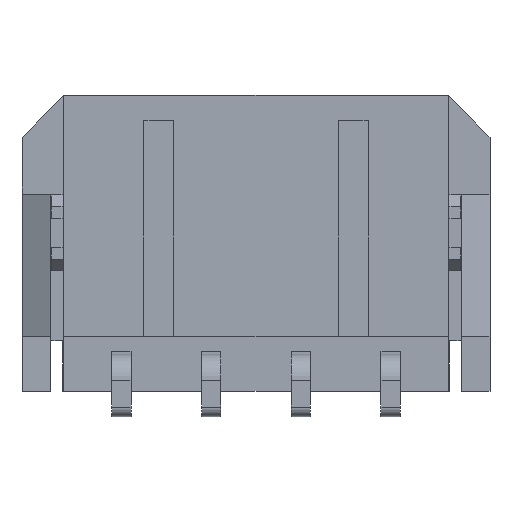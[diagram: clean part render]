
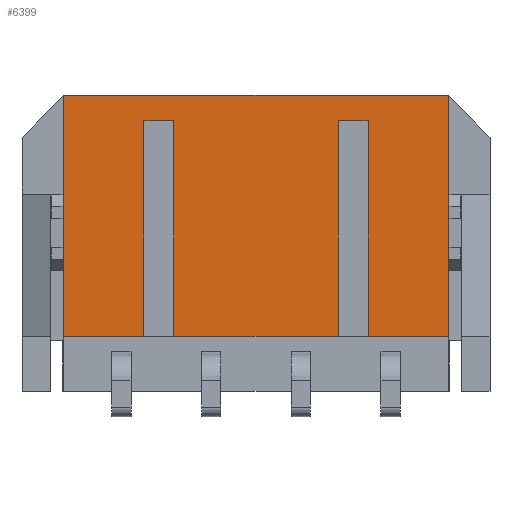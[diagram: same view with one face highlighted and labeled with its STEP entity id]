
A CAD part, front view. The second image highlights one B-rep face of the part: STEP entity #6399.
In plain terms, the highlighted planar face has unit normal (0, -1, 0).
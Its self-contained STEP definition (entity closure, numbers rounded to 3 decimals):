
#1627=DIRECTION('',(0.,0.,-1.));
#1628=VECTOR('',#1627,8.05);
#1629=CARTESIAN_POINT('',(-6.425,-1.93,4.95));
#1630=LINE('',#1629,#1628);
#1631=DIRECTION('',(1.,0.,0.));
#1632=VECTOR('',#1631,12.85);
#1633=CARTESIAN_POINT('',(-6.425,-1.93,4.95));
#1634=LINE('',#1633,#1632);
#1635=DIRECTION('',(0.,0.,-1.));
#1636=VECTOR('',#1635,8.05);
#1637=CARTESIAN_POINT('',(6.425,-1.93,4.95));
#1638=LINE('',#1637,#1636);
#1639=DIRECTION('',(-1.,0.,0.));
#1640=VECTOR('',#1639,2.675);
#1641=CARTESIAN_POINT('',(6.425,-1.93,-3.1));
#1642=LINE('',#1641,#1640);
#1643=DIRECTION('',(0.,0.,1.));
#1644=VECTOR('',#1643,7.2);
#1645=CARTESIAN_POINT('',(3.75,-1.93,-3.1));
#1646=LINE('',#1645,#1644);
#1647=DIRECTION('',(-1.,0.,0.));
#1648=VECTOR('',#1647,1.);
#1649=CARTESIAN_POINT('',(3.75,-1.93,4.1));
#1650=LINE('',#1649,#1648);
#1651=DIRECTION('',(0.,0.,1.));
#1652=VECTOR('',#1651,7.2);
#1653=CARTESIAN_POINT('',(2.75,-1.93,-3.1));
#1654=LINE('',#1653,#1652);
#1655=DIRECTION('',(-1.,0.,0.));
#1656=VECTOR('',#1655,5.5);
#1657=CARTESIAN_POINT('',(2.75,-1.93,-3.1));
#1658=LINE('',#1657,#1656);
#1659=DIRECTION('',(0.,0.,1.));
#1660=VECTOR('',#1659,7.2);
#1661=CARTESIAN_POINT('',(-2.75,-1.93,-3.1));
#1662=LINE('',#1661,#1660);
#1663=DIRECTION('',(-1.,0.,0.));
#1664=VECTOR('',#1663,1.);
#1665=CARTESIAN_POINT('',(-2.75,-1.93,4.1));
#1666=LINE('',#1665,#1664);
#1667=DIRECTION('',(0.,0.,1.));
#1668=VECTOR('',#1667,7.2);
#1669=CARTESIAN_POINT('',(-3.75,-1.93,-3.1));
#1670=LINE('',#1669,#1668);
#1671=DIRECTION('',(-1.,0.,0.));
#1672=VECTOR('',#1671,2.675);
#1673=CARTESIAN_POINT('',(-3.75,-1.93,-3.1));
#1674=LINE('',#1673,#1672);
#3427=CARTESIAN_POINT('',(2.75,-1.93,-3.1));
#3428=CARTESIAN_POINT('',(2.75,-1.93,4.1));
#3429=VERTEX_POINT('',#3427);
#3430=VERTEX_POINT('',#3428);
#3431=CARTESIAN_POINT('',(3.75,-1.93,-3.1));
#3432=CARTESIAN_POINT('',(3.75,-1.93,4.1));
#3433=VERTEX_POINT('',#3431);
#3434=VERTEX_POINT('',#3432);
#3885=CARTESIAN_POINT('',(-2.75,-1.93,-3.1));
#3886=VERTEX_POINT('',#3885);
#3887=CARTESIAN_POINT('',(-6.425,-1.93,4.95));
#3888=CARTESIAN_POINT('',(-6.425,-1.93,-3.1));
#3889=VERTEX_POINT('',#3887);
#3890=VERTEX_POINT('',#3888);
#3891=CARTESIAN_POINT('',(6.425,-1.93,4.95));
#3892=CARTESIAN_POINT('',(6.425,-1.93,-3.1));
#3893=VERTEX_POINT('',#3891);
#3894=VERTEX_POINT('',#3892);
#4147=CARTESIAN_POINT('',(-2.75,-1.93,4.1));
#4148=CARTESIAN_POINT('',(-3.75,-1.93,4.1));
#4149=VERTEX_POINT('',#4147);
#4150=VERTEX_POINT('',#4148);
#4151=CARTESIAN_POINT('',(-3.75,-1.93,-3.1));
#4152=VERTEX_POINT('',#4151);
#6373=CARTESIAN_POINT('',(-7.825,-1.93,4.95));
#6374=DIRECTION('',(0.,-1.,0.));
#6375=DIRECTION('',(0.,0.,-1.));
#6376=AXIS2_PLACEMENT_3D('',#6373,#6374,#6375);
#6377=PLANE('',#6376);
#6378=ORIENTED_EDGE('',*,*,#6362,.F.);
#6379=ORIENTED_EDGE('',*,*,#5587,.T.);
#6381=ORIENTED_EDGE('',*,*,#6380,.T.);
#6382=ORIENTED_EDGE('',*,*,#6350,.T.);
#6384=ORIENTED_EDGE('',*,*,#6383,.T.);
#6386=ORIENTED_EDGE('',*,*,#6385,.T.);
#6388=ORIENTED_EDGE('',*,*,#6387,.F.);
#6389=ORIENTED_EDGE('',*,*,#6342,.T.);
#6391=ORIENTED_EDGE('',*,*,#6390,.T.);
#6393=ORIENTED_EDGE('',*,*,#6392,.T.);
#6395=ORIENTED_EDGE('',*,*,#6394,.F.);
#6396=ORIENTED_EDGE('',*,*,#6334,.T.);
#6397=EDGE_LOOP('',(#6378,#6379,#6381,#6382,#6384,#6386,#6388,#6389,#6391,#6393,
#6395,#6396));
#6398=FACE_OUTER_BOUND('',#6397,.F.);
#6399=ADVANCED_FACE('',(#6398),#6377,.T.);
#5587=EDGE_CURVE('',#3889,#3893,#1634,.T.);
#6334=EDGE_CURVE('',#4152,#3890,#1674,.T.);
#6342=EDGE_CURVE('',#3429,#3886,#1658,.T.);
#6350=EDGE_CURVE('',#3894,#3433,#1642,.T.);
#6362=EDGE_CURVE('',#3889,#3890,#1630,.T.);
#6380=EDGE_CURVE('',#3893,#3894,#1638,.T.);
#6383=EDGE_CURVE('',#3433,#3434,#1646,.T.);
#6385=EDGE_CURVE('',#3434,#3430,#1650,.T.);
#6387=EDGE_CURVE('',#3429,#3430,#1654,.T.);
#6390=EDGE_CURVE('',#3886,#4149,#1662,.T.);
#6392=EDGE_CURVE('',#4149,#4150,#1666,.T.);
#6394=EDGE_CURVE('',#4152,#4150,#1670,.T.);
